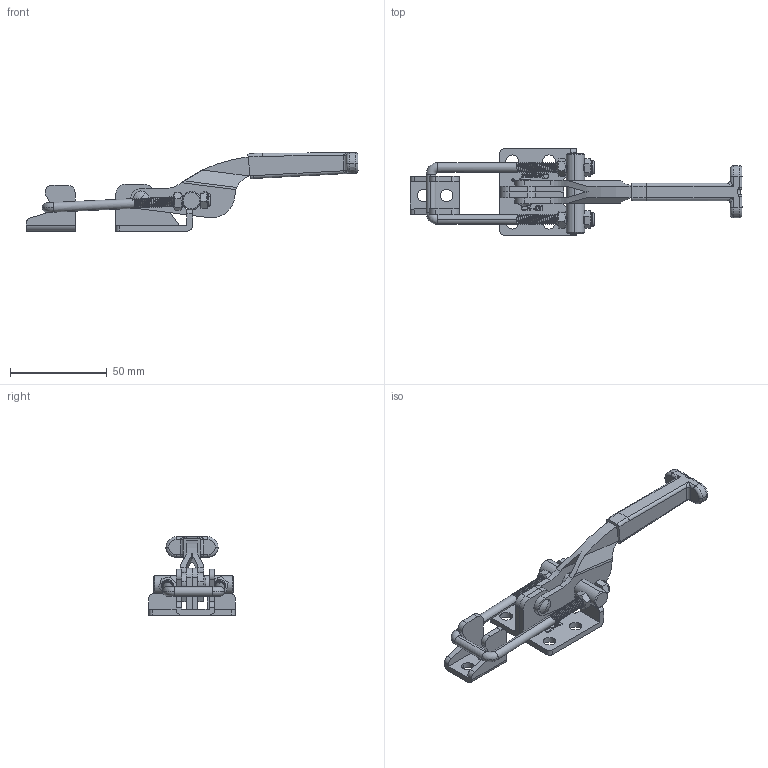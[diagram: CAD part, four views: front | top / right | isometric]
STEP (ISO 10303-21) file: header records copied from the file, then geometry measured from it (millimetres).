
FILE_DESCRIPTION (( 'STEP AP203' ), '1' );
FILE_NAME ('CH-431.STEP', '2010-06-07T09:06:10', ( '·L?¥Î?' ), ( '·L?¤¤?' ), 'SwSTEP 2.0', 'SolidWorks 2005179', '' );
FILE_SCHEMA (( 'CONFIG_CONTROL_DESIGN' ));
Length unit declared in the file: millimetre
Products named in the file (9): 431-01_??; 431-06_??; 431-02_??; CH-431; M5_??; 431-03_??; M5????_??; 431-04_??; 431-05_??
Assembly tree (10 placements, depth 2):
  CH-431
    431-01_??
    431-04_??
    431-06_??
    M5????_??  x2
    431-03_??
    431-02_??
    M5_??  x2
    431-05_??
Bounding box: 171.72 x 44.6 x 40.55 mm (x, y, z)
Volume: 31417.6 mm3; surface area: 24345.7 mm2
Topology: 11 solids, 12 shells, 818 faces, 2242 edges, 1465 vertices
Faces by surface type: cylinder 325, plane 255, bspline 183, torus 31, cone 24
Entity records: 56102 total; most frequent: CARTESIAN_POINT 37908, ORIENTED_EDGE 4176, DIRECTION 2799, EDGE_CURVE 2088, VERTEX_POINT 1367, VECTOR 1013, LINE 1013, AXIS2_PLACEMENT_3D 893
